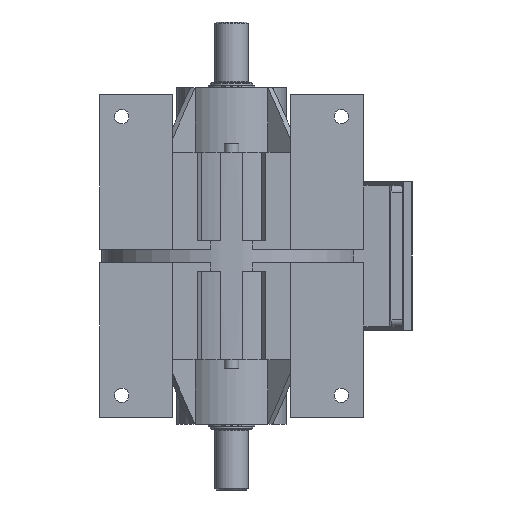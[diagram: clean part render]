
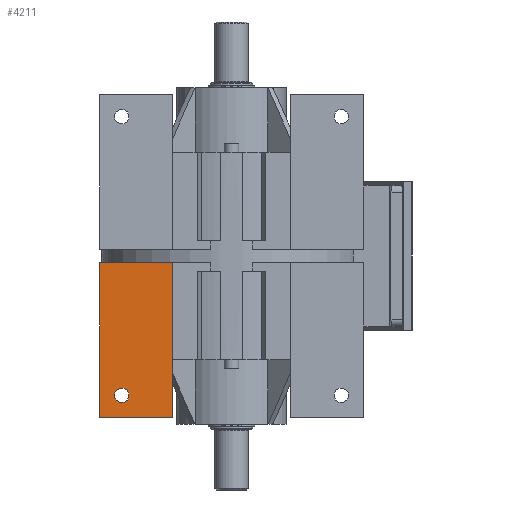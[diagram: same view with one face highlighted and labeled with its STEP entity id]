
A CAD part, front view. The second image highlights one B-rep face of the part: STEP entity #4211.
In plain terms, the highlighted planar face has unit normal (0, -1, 0).
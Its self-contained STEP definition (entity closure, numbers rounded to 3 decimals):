
#1047 = VECTOR ( 'NONE', #3249, 1000. ) ;
#1062 = CARTESIAN_POINT ( 'NONE',  ( -65., -80., -80.25 ) ) ;
#1083 = PLANE ( 'NONE',  #7671 ) ;
#1148 = DIRECTION ( 'NONE',  ( 0., 0., 1. ) ) ;
#1638 = EDGE_LOOP ( 'NONE', ( #11865, #12228, #11501, #14682 ) ) ;
#1852 = CARTESIAN_POINT ( 'NONE',  ( -65., -80., -88.75 ) ) ;
#2152 = CARTESIAN_POINT ( 'NONE',  ( -65., -80., -84.5 ) ) ;
#2254 = CARTESIAN_POINT ( 'NONE',  ( -35., -80., -6. ) ) ;
#2398 = DIRECTION ( 'NONE',  ( 0., 1., 0. ) ) ;
#2434 = EDGE_CURVE ( 'NONE', #8957, #11113, #13437, .T. ) ;
#2455 = VERTEX_POINT ( 'NONE', #1062 ) ;
#2929 = AXIS2_PLACEMENT_3D ( 'NONE', #2152, #11350, #3465 ) ;
#3249 = DIRECTION ( 'NONE',  ( 0., 0., 1. ) ) ;
#3465 = DIRECTION ( 'NONE',  ( 0., 0., 1. ) ) ;
#4132 = LINE ( 'NONE', #16414, #1047 ) ;
#4211 = ADVANCED_FACE ( 'NONE', ( #11879, #9231 ), #1083, .F. ) ;
#4592 = CARTESIAN_POINT ( 'NONE',  ( -78., -80., -97.5 ) ) ;
#4632 = EDGE_CURVE ( 'NONE', #13975, #8957, #12290, .T. ) ;
#4730 = CIRCLE ( 'NONE', #13499, 4.25 ) ;
#6320 = DIRECTION ( 'NONE',  ( 0., 0., 1. ) ) ;
#6460 = CARTESIAN_POINT ( 'NONE',  ( -0.5, -80., -6. ) ) ;
#6810 = EDGE_LOOP ( 'NONE', ( #7109, #8412 ) ) ;
#7109 = ORIENTED_EDGE ( 'NONE', *, *, #10317, .T. ) ;
#7671 = AXIS2_PLACEMENT_3D ( 'NONE', #10267, #2398, #11589 ) ;
#7796 = DIRECTION ( 'NONE',  ( -1., 0., 0. ) ) ;
#7854 = LINE ( 'NONE', #6460, #11723 ) ;
#7890 = VERTEX_POINT ( 'NONE', #1852 ) ;
#8200 = CIRCLE ( 'NONE', #2929, 4.25 ) ;
#8412 = ORIENTED_EDGE ( 'NONE', *, *, #12157, .T. ) ;
#8803 = VECTOR ( 'NONE', #14778, 1000. ) ;
#8903 = CARTESIAN_POINT ( 'NONE',  ( -78., -80., -18. ) ) ;
#8957 = VERTEX_POINT ( 'NONE', #4592 ) ;
#8974 = EDGE_CURVE ( 'NONE', #13975, #11081, #4132, .T. ) ;
#9039 = DIRECTION ( 'NONE',  ( 0., 1., 0. ) ) ;
#9231 = FACE_BOUND ( 'NONE', #6810, .T. ) ;
#9926 = VECTOR ( 'NONE', #6320, 1000. ) ;
#10267 = CARTESIAN_POINT ( 'NONE',  ( -0.5, -80., -18. ) ) ;
#10317 = EDGE_CURVE ( 'NONE', #2455, #7890, #4730, .T. ) ;
#10337 = EDGE_CURVE ( 'NONE', #11081, #11113, #7854, .T. ) ;
#11081 = VERTEX_POINT ( 'NONE', #2254 ) ;
#11113 = VERTEX_POINT ( 'NONE', #12838 ) ;
#11350 = DIRECTION ( 'NONE',  ( 0., 1., 0. ) ) ;
#11501 = ORIENTED_EDGE ( 'NONE', *, *, #4632, .F. ) ;
#11520 = CARTESIAN_POINT ( 'NONE',  ( -35., -80., -97.5 ) ) ;
#11589 = DIRECTION ( 'NONE',  ( 0., 0., 1. ) ) ;
#11723 = VECTOR ( 'NONE', #7796, 1000. ) ;
#11865 = ORIENTED_EDGE ( 'NONE', *, *, #10337, .T. ) ;
#11879 = FACE_OUTER_BOUND ( 'NONE', #1638, .T. ) ;
#12157 = EDGE_CURVE ( 'NONE', #7890, #2455, #8200, .T. ) ;
#12228 = ORIENTED_EDGE ( 'NONE', *, *, #2434, .F. ) ;
#12290 = LINE ( 'NONE', #13455, #8803 ) ;
#12838 = CARTESIAN_POINT ( 'NONE',  ( -78., -80., -6. ) ) ;
#13437 = LINE ( 'NONE', #8903, #9926 ) ;
#13455 = CARTESIAN_POINT ( 'NONE',  ( -78., -80., -97.5 ) ) ;
#13499 = AXIS2_PLACEMENT_3D ( 'NONE', #16883, #9039, #1148 ) ;
#13975 = VERTEX_POINT ( 'NONE', #11520 ) ;
#14682 = ORIENTED_EDGE ( 'NONE', *, *, #8974, .T. ) ;
#14778 = DIRECTION ( 'NONE',  ( -1., 0., 0. ) ) ;
#16414 = CARTESIAN_POINT ( 'NONE',  ( -35., -80., -18. ) ) ;
#16883 = CARTESIAN_POINT ( 'NONE',  ( -65., -80., -84.5 ) ) ;
